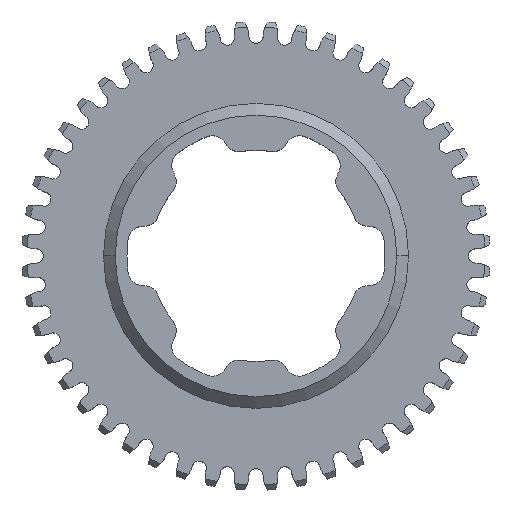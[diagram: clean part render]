
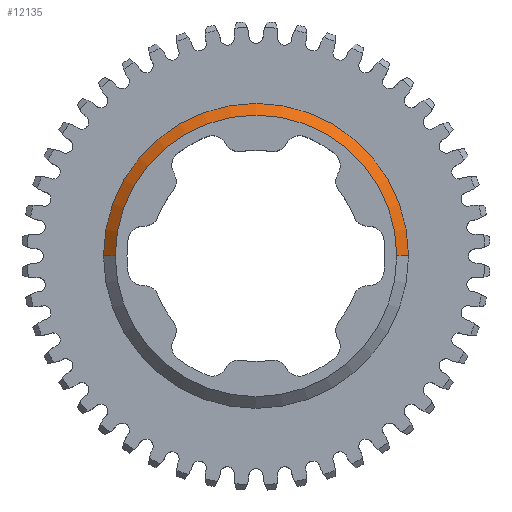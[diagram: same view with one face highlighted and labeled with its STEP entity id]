
A CAD part, top view. The second image highlights one B-rep face of the part: STEP entity #12135.
In plain terms, the highlighted conical face has half-angle 45 degrees and reference radius 20.637 mm.
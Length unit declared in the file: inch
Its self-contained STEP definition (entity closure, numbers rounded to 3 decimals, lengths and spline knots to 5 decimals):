
#72 = DIRECTION ( 'NONE',  ( -0.707, 0., -0.707 ) ) ;
#189 = VERTEX_POINT ( 'NONE', #2115 ) ;
#1180 = VECTOR ( 'NONE', #72, 39.37008 ) ;
#1726 = FACE_OUTER_BOUND ( 'NONE', #6884, .T. ) ;
#2115 = CARTESIAN_POINT ( 'NONE',  ( -0.75, 0., 0.25 ) ) ;
#2576 = CARTESIAN_POINT ( 'NONE',  ( -0.8125, 0., 0.1875 ) ) ;
#3794 = VERTEX_POINT ( 'NONE', #2576 ) ;
#3864 = EDGE_CURVE ( 'NONE', #3794, #12039, #7137, .T. ) ;
#4652 = EDGE_CURVE ( 'NONE', #189, #3794, #19068, .T. ) ;
#4871 = EDGE_CURVE ( 'NONE', #189, #9580, #18742, .T. ) ;
#5345 = DIRECTION ( 'NONE',  ( 0., 0., -1. ) ) ;
#5376 = CARTESIAN_POINT ( 'NONE',  ( 0.8125, 0., 0.1875 ) ) ;
#5823 = CARTESIAN_POINT ( 'NONE',  ( 0.8125, 0., 0.1875 ) ) ;
#6884 = EDGE_LOOP ( 'NONE', ( #11799, #10107, #18428, #7407 ) ) ;
#7137 = CIRCLE ( 'NONE', #21093, 0.8125 ) ;
#7407 = ORIENTED_EDGE ( 'NONE', *, *, #4652, .F. ) ;
#7913 = CARTESIAN_POINT ( 'NONE',  ( 0., 0., 0.25 ) ) ;
#8770 = AXIS2_PLACEMENT_3D ( 'NONE', #7913, #20906, #21273 ) ;
#9573 = CARTESIAN_POINT ( 'NONE',  ( -0.8125, 0., 0.1875 ) ) ;
#9580 = VERTEX_POINT ( 'NONE', #19729 ) ;
#10107 = ORIENTED_EDGE ( 'NONE', *, *, #18737, .T. ) ;
#11094 = CARTESIAN_POINT ( 'NONE',  ( 0., 0., 0.1875 ) ) ;
#11799 = ORIENTED_EDGE ( 'NONE', *, *, #4871, .T. ) ;
#12039 = VERTEX_POINT ( 'NONE', #5376 ) ;
#12135 = ADVANCED_FACE ( 'NONE', ( #1726 ), #12986, .T. ) ;
#12669 = DIRECTION ( 'NONE',  ( 0., 0., -1. ) ) ;
#12986 = CONICAL_SURFACE ( 'NONE', #20507, 0.8125, 0.785 ) ;
#13309 = LINE ( 'NONE', #5823, #18685 ) ;
#15435 = DIRECTION ( 'NONE',  ( 0.707, 0., -0.707 ) ) ;
#16602 = DIRECTION ( 'NONE',  ( -1., 0., 0. ) ) ;
#18428 = ORIENTED_EDGE ( 'NONE', *, *, #3864, .F. ) ;
#18685 = VECTOR ( 'NONE', #15435, 39.37008 ) ;
#18737 = EDGE_CURVE ( 'NONE', #9580, #12039, #13309, .T. ) ;
#18742 = CIRCLE ( 'NONE', #8770, 0.75 ) ;
#19068 = LINE ( 'NONE', #9573, #1180 ) ;
#19729 = CARTESIAN_POINT ( 'NONE',  ( 0.75, 0., 0.25 ) ) ;
#20507 = AXIS2_PLACEMENT_3D ( 'NONE', #11094, #5345, #16602 ) ;
#20538 = CARTESIAN_POINT ( 'NONE',  ( 0., 0., 0.1875 ) ) ;
#20906 = DIRECTION ( 'NONE',  ( 0., 0., -1. ) ) ;
#21093 = AXIS2_PLACEMENT_3D ( 'NONE', #20538, #12669, #24154 ) ;
#21273 = DIRECTION ( 'NONE',  ( -1., 0., 0. ) ) ;
#24154 = DIRECTION ( 'NONE',  ( 1., 0., 0. ) ) ;
